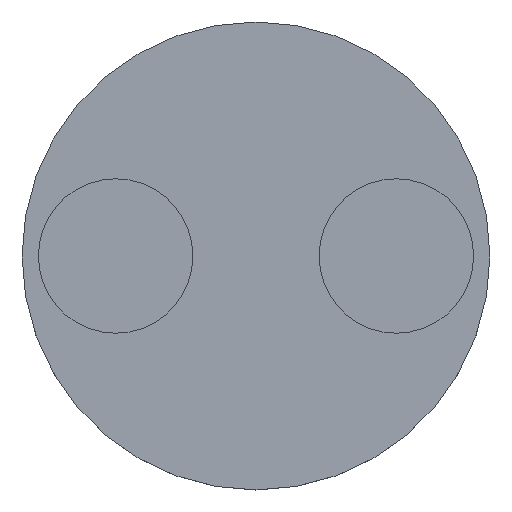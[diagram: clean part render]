
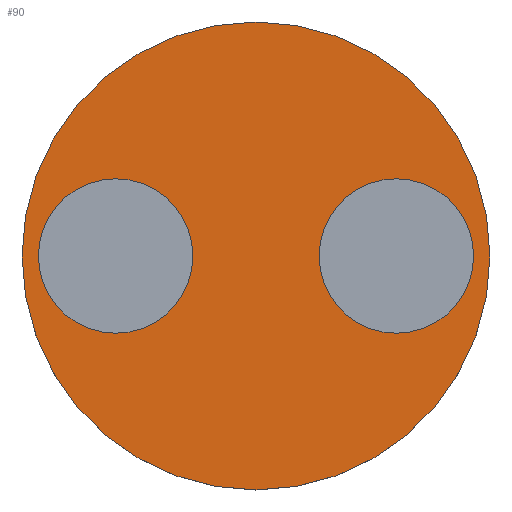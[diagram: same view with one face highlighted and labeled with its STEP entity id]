
A CAD part, top view. The second image highlights one B-rep face of the part: STEP entity #90.
In plain terms, the highlighted planar face has unit normal (0, 0, 1).
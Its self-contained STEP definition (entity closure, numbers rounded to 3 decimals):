
#15=FACE_BOUND('',#34,.T.);
#16=FACE_BOUND('',#35,.T.);
#19=PLANE('',#117);
#26=FACE_OUTER_BOUND('',#33,.T.);
#33=EDGE_LOOP('',(#78));
#34=EDGE_LOOP('',(#79));
#35=EDGE_LOOP('',(#80));
#43=CIRCLE('',#107,4.95);
#45=CIRCLE('',#111,4.95);
#47=CIRCLE('',#115,15.);
#49=VERTEX_POINT('',#152);
#51=VERTEX_POINT('',#159);
#53=VERTEX_POINT('',#166);
#55=EDGE_CURVE('',#49,#49,#43,.T.);
#58=EDGE_CURVE('',#51,#51,#45,.T.);
#61=EDGE_CURVE('',#53,#53,#47,.T.);
#78=ORIENTED_EDGE('',*,*,#61,.T.);
#79=ORIENTED_EDGE('',*,*,#55,.T.);
#80=ORIENTED_EDGE('',*,*,#58,.T.);
#90=ADVANCED_FACE('',(#26,#15,#16),#19,.T.);
#107=AXIS2_PLACEMENT_3D('',#153,#123,#124);
#111=AXIS2_PLACEMENT_3D('',#160,#132,#133);
#115=AXIS2_PLACEMENT_3D('',#167,#141,#142);
#117=AXIS2_PLACEMENT_3D('',#171,#146,#147);
#123=DIRECTION('center_axis',(0.,0.,-1.));
#124=DIRECTION('ref_axis',(-1.,0.,0.));
#132=DIRECTION('center_axis',(0.,0.,-1.));
#133=DIRECTION('ref_axis',(-1.,0.,0.));
#141=DIRECTION('center_axis',(0.,0.,1.));
#142=DIRECTION('ref_axis',(1.,0.,0.));
#146=DIRECTION('center_axis',(0.,0.,1.));
#147=DIRECTION('ref_axis',(1.,0.,0.));
#152=CARTESIAN_POINT('',(13.95,0.,2.1));
#153=CARTESIAN_POINT('Origin',(9.,0.,2.1));
#159=CARTESIAN_POINT('',(-4.05,0.,2.1));
#160=CARTESIAN_POINT('Origin',(-9.,0.,2.1));
#166=CARTESIAN_POINT('',(-15.,0.,2.1));
#167=CARTESIAN_POINT('Origin',(0.,0.,2.1));
#171=CARTESIAN_POINT('Origin',(0.,0.,2.1));
